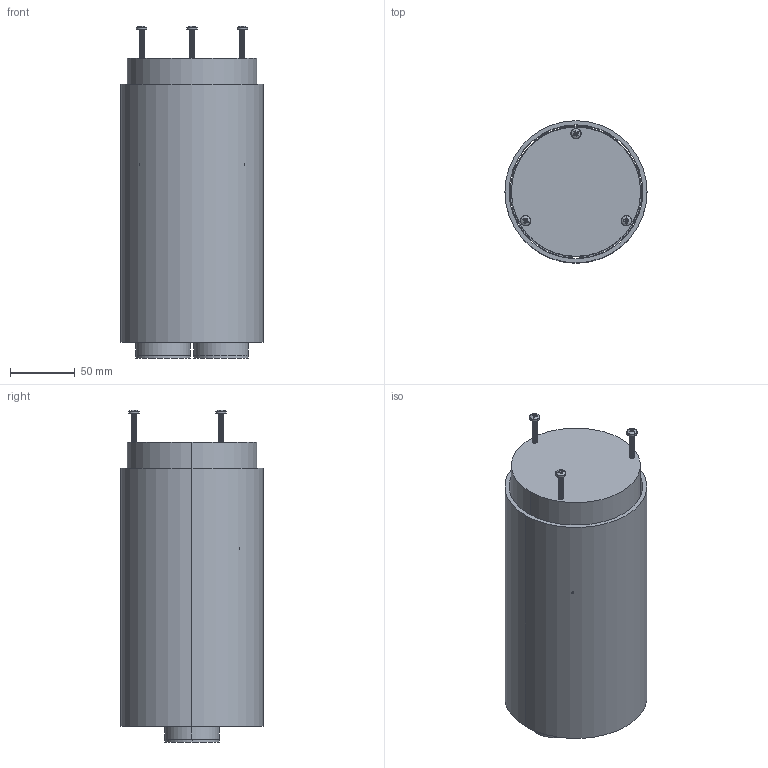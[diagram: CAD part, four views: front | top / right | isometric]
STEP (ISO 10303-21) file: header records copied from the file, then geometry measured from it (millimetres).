
FILE_DESCRIPTION((''),'2;1');
FILE_NAME('ASM_SETUP_BATH_ASM','2026-02-23T10:50:08',('thoma'),(''),'CREO PARAMETRIC BY PTC INC, 2025123','CREO PARAMETRIC BY PTC INC, 2025123','');
FILE_SCHEMA(('CONFIG_CONTROL_DESIGN'));
Length unit declared in the file: millimetre
Products named in the file (12): STEEL_BLOCK; PELTIER_ELEMENT_40X40MM_TEC1-12_ASM; PANHEADCROSSRECESSEDSCREW_M4X30; TUBE_PVC_110; SHELL_FOAM_FILLING; SHELL_LEAD; REACTOR_LEAD; REATOR_LEAD_OF_LEAD; MOULD_ADAPTED_V3; MOULD_LEAD_V3; MOULD_ASSEMBLY_ASM; ASM_SETUP_BATH_ASM
Assembly tree (17 placements, depth 3):
  ASM_SETUP_BATH_ASM
    STEEL_BLOCK
    PELTIER_ELEMENT_40X40MM_TEC1-12_ASM  x2
    PANHEADCROSSRECESSEDSCREW_M4X30  x3
    TUBE_PVC_110
    SHELL_FOAM_FILLING
    SHELL_LEAD
    REACTOR_LEAD  x2
    REATOR_LEAD_OF_LEAD  x2
    MOULD_ASSEMBLY_ASM  x2
      MOULD_ADAPTED_V3
      MOULD_LEAD_V3
Bounding box: 110 x 110 x 257 mm (x, y, z)
Volume: 989000 mm3; surface area: 338717.7 mm2
Topology: 15 solids, 130 shells, 703 faces, 2672 edges, 2070 vertices
Faces by surface type: cylinder 353, plane 258, cone 49, bspline 17, torus 12, extrusion 8, sphere 6
Entity records: 32272 total; most frequent: CARTESIAN_POINT 21872, DIRECTION 1914, ORIENTED_EDGE 1906, EDGE_CURVE 1246, VERTEX_POINT 1010, VECTOR 820, LINE 816, AXIS2_PLACEMENT_3D 547
